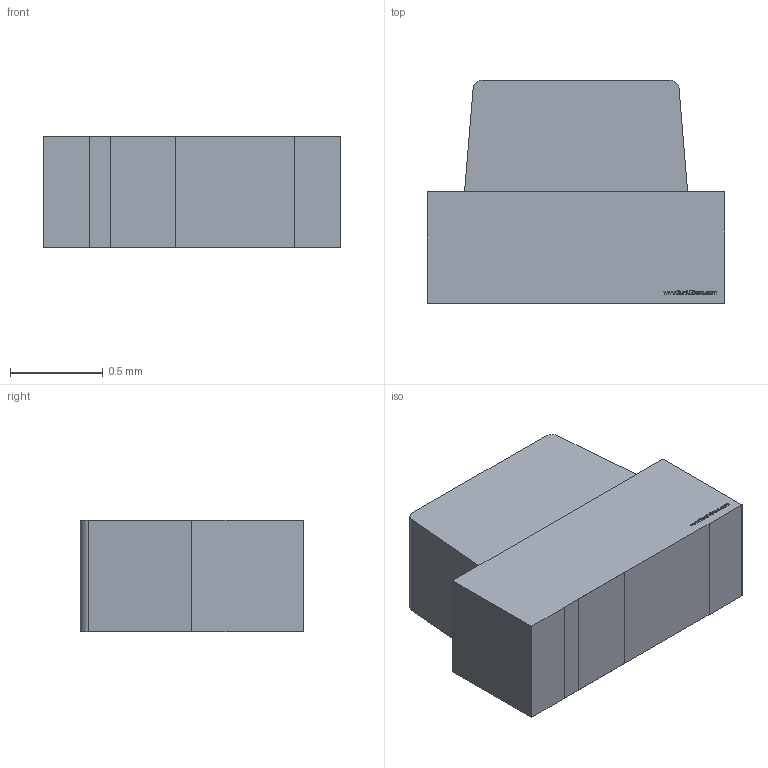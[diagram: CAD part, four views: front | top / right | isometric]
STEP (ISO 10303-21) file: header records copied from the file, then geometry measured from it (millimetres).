
FILE_DESCRIPTION (( 'STEP AP214' ), '1' );
FILE_NAME ('XZxx87W.STEP', '2015-09-11T17:11:53', ( '' ), ( '' ), 'SwSTEP 2.0', 'SolidWorks 2012', '' );
FILE_SCHEMA (( 'AUTOMOTIVE_DESIGN' ));
Length unit declared in the file: millimetre
Products named in the file (1): XZxx87W
Bounding box: 1.6 x 1.2 x 0.6 mm (x, y, z)
Volume: 1 mm3; surface area: 8.5 mm2
Topology: 3 solids, 3 shells, 256 faces, 690 edges, 460 vertices
Faces by surface type: plane 155, bspline 99, cylinder 2
Entity records: 12605 total; most frequent: CARTESIAN_POINT 6762, ORIENTED_EDGE 1380, DIRECTION 812, EDGE_CURVE 690, LINE 488, VECTOR 488, VERTEX_POINT 460, EDGE_LOOP 276
